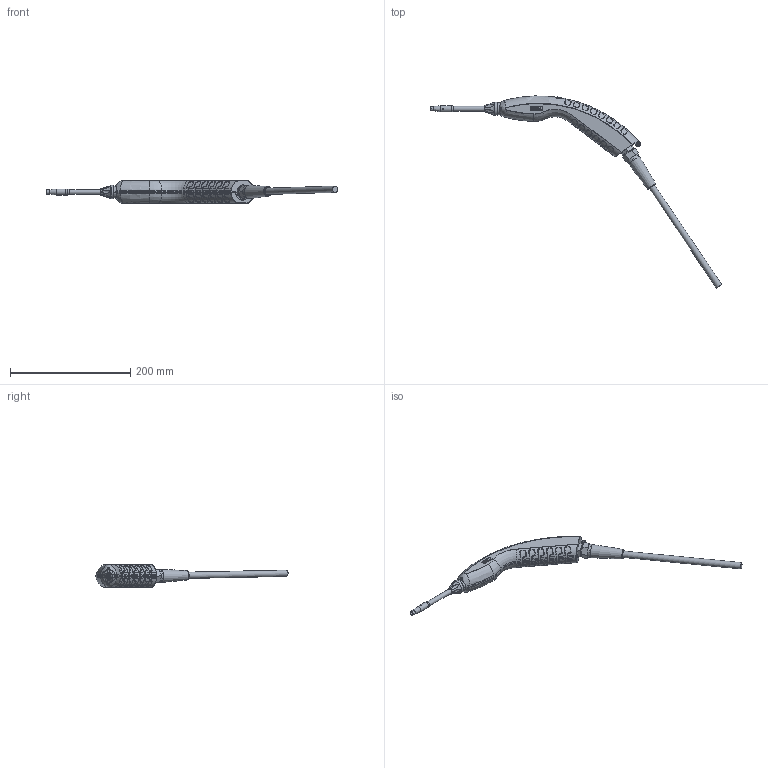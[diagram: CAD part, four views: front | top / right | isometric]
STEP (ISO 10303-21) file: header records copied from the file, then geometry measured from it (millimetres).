
FILE_DESCRIPTION(/* description */ (''),/* implementation_level */ '2;1');
FILE_NAME(/* name */ '511_047_HLD6000_Dummy_001.stp',/* time_stamp */ '2014-07-22T10:07:30+02:00',/* author */ (''),/* organization */ (''),/* preprocessor_version */ 'ST-DEVELOPER v11',/* originating_system */ 'SIEMENS UGS NX 6.0',/* authorisation */ '');
FILE_SCHEMA (('CONFIG_CONTROL_DESIGN'));
Length unit declared in the file: millimetre
Products named in the file (1): 511-047-HLD6000-Dummy_001
Bounding box: 484.87 x 319.58 x 37.59 mm (x, y, z)
Surface area: 52479 mm2 (no closed solid volume)
Topology: 0 solids, 1267 shells, 1267 faces, 6295 edges, 6221 vertices
Faces by surface type: bspline 796, plane 196, cylinder 144, extrusion 50, cone 47, torus 19, sphere 15
Full cylindrical faces by diameter (mm): 2 x2, 2.5 x1, 4.5 x1, 7 x2, 7.4 x1, 8 x2, 10 x1, 10.5 x1, 18.3 x2, 20.1 x1, 22 x1
Entity records: 128389 total; most frequent: CARTESIAN_POINT 90564, ORIENTED_EDGE 6216, EDGE_CURVE 6204, VERTEX_POINT 6192, B_SPLINE_CURVE_WITH_KNOTS 4022, DIRECTION 3595, AXIS2_PLACEMENT_3D 1452, EDGE_LOOP 1370
